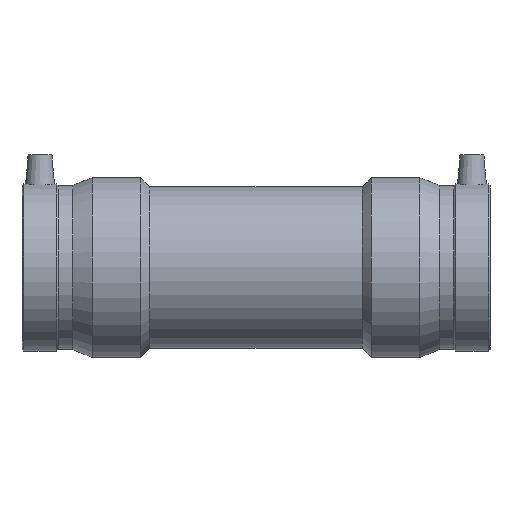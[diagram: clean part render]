
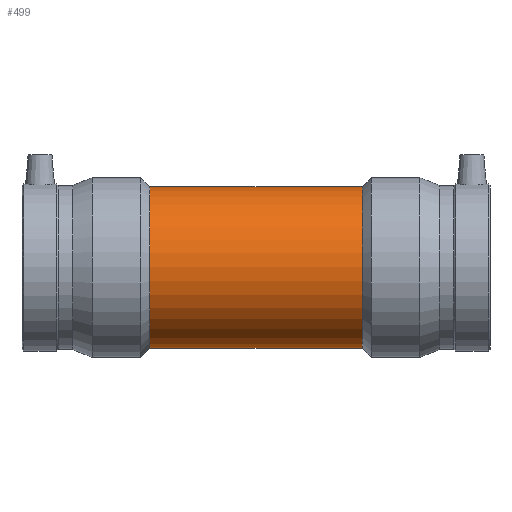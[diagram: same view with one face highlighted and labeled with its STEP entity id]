
A CAD part, top view. The second image highlights one B-rep face of the part: STEP entity #499.
In plain terms, the highlighted cylindrical face has radius 50.85 mm (diameter 101.7 mm), a full revolution.
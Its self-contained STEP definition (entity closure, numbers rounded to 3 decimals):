
#30=B_SPLINE_CURVE_WITH_KNOTS('',3,(#865,#866,#867,#868,#869,#870,#871,
#872,#873,#874,#875,#876,#877,#878,#879,#880,#881,#882,#883,#884,#885,#886,
#887,#888,#889,#890,#891,#892,#893,#894,#895,#896,#897,#898,#899,#900,#901,
#902,#903,#904,#905,#906,#907,#908,#909,#910,#911,#912,#913,#914,#915,#916,
#917,#918,#919,#920,#921,#922,#923,#924,#925,#926,#927,#928,#929,#930),
 .UNSPECIFIED.,.T.,.F.,(4,2,2,2,2,2,2,2,2,2,2,2,2,2,2,2,2,2,2,2,2,2,2,2,
2,2,2,2,2,2,2,2,4),(0.,0.65,1.301,1.951,
2.601,3.245,3.89,4.534,5.178,
5.822,6.466,7.11,7.754,8.404,
9.055,9.705,10.355,11.006,11.656,
12.306,12.957,13.601,14.245,14.889,
15.533,16.177,16.821,17.465,18.109,
18.76,19.41,20.06,20.711),
 .UNSPECIFIED.);
#69=FACE_BOUND('',#187,.T.);
#70=FACE_BOUND('',#188,.T.);
#117=FACE_OUTER_BOUND('',#186,.T.);
#186=EDGE_LOOP('',(#412));
#187=EDGE_LOOP('',(#413));
#188=EDGE_LOOP('',(#414));
#251=CIRCLE('',#568,50.85);
#252=CIRCLE('',#570,50.85);
#276=VERTEX_POINT('',#864);
#297=VERTEX_POINT('',#1058);
#298=VERTEX_POINT('',#1061);
#322=EDGE_CURVE('',#276,#276,#30,.T.);
#343=EDGE_CURVE('',#297,#297,#251,.T.);
#344=EDGE_CURVE('',#298,#298,#252,.T.);
#412=ORIENTED_EDGE('',*,*,#343,.T.);
#413=ORIENTED_EDGE('',*,*,#322,.T.);
#414=ORIENTED_EDGE('',*,*,#344,.F.);
#465=CYLINDRICAL_SURFACE('',#569,50.85);
#499=ADVANCED_FACE('',(#117,#69,#70),#465,.T.);
#568=AXIS2_PLACEMENT_3D('',#1059,#704,#705);
#569=AXIS2_PLACEMENT_3D('',#1060,#706,#707);
#570=AXIS2_PLACEMENT_3D('',#1062,#708,#709);
#704=DIRECTION('center_axis',(1.,0.,0.));
#705=DIRECTION('ref_axis',(0.,0.,-1.));
#706=DIRECTION('center_axis',(1.,0.,0.));
#707=DIRECTION('ref_axis',(0.,1.,0.));
#708=DIRECTION('center_axis',(1.,0.,0.));
#709=DIRECTION('ref_axis',(0.,0.,-1.));
#864=CARTESIAN_POINT('',(0.,-33.075,-38.623));
#865=CARTESIAN_POINT('Ctrl Pts',(0.,-33.075,-38.623));
#866=CARTESIAN_POINT('Ctrl Pts',(2.168,-33.075,-38.623));
#867=CARTESIAN_POINT('Ctrl Pts',(4.373,-32.859,-38.812));
#868=CARTESIAN_POINT('Ctrl Pts',(8.702,-31.986,-39.534));
#869=CARTESIAN_POINT('Ctrl Pts',(10.825,-31.33,-40.066));
#870=CARTESIAN_POINT('Ctrl Pts',(14.864,-29.628,-41.34));
#871=CARTESIAN_POINT('Ctrl Pts',(16.783,-28.581,-42.082));
#872=CARTESIAN_POINT('Ctrl Pts',(20.325,-26.181,-43.616));
#873=CARTESIAN_POINT('Ctrl Pts',(21.948,-24.827,-44.407));
#874=CARTESIAN_POINT('Ctrl Pts',(24.813,-21.962,-45.891));
#875=CARTESIAN_POINT('Ctrl Pts',(26.164,-20.347,-46.641));
#876=CARTESIAN_POINT('Ctrl Pts',(28.569,-16.803,-48.031));
#877=CARTESIAN_POINT('Ctrl Pts',(29.623,-14.875,-48.671));
#878=CARTESIAN_POINT('Ctrl Pts',(31.334,-10.816,-49.731));
#879=CARTESIAN_POINT('Ctrl Pts',(31.992,-8.681,-50.151));
#880=CARTESIAN_POINT('Ctrl Pts',(32.863,-4.346,-50.711));
#881=CARTESIAN_POINT('Ctrl Pts',(33.075,-2.147,-50.85));
#882=CARTESIAN_POINT('Ctrl Pts',(33.075,2.147,-50.85));
#883=CARTESIAN_POINT('Ctrl Pts',(32.863,4.346,-50.711));
#884=CARTESIAN_POINT('Ctrl Pts',(31.992,8.681,-50.151));
#885=CARTESIAN_POINT('Ctrl Pts',(31.334,10.816,-49.731));
#886=CARTESIAN_POINT('Ctrl Pts',(29.623,14.875,-48.671));
#887=CARTESIAN_POINT('Ctrl Pts',(28.569,16.803,-48.031));
#888=CARTESIAN_POINT('Ctrl Pts',(26.164,20.347,-46.641));
#889=CARTESIAN_POINT('Ctrl Pts',(24.813,21.962,-45.891));
#890=CARTESIAN_POINT('Ctrl Pts',(21.948,24.827,-44.407));
#891=CARTESIAN_POINT('Ctrl Pts',(20.325,26.181,-43.616));
#892=CARTESIAN_POINT('Ctrl Pts',(16.783,28.581,-42.082));
#893=CARTESIAN_POINT('Ctrl Pts',(14.864,29.628,-41.34));
#894=CARTESIAN_POINT('Ctrl Pts',(10.825,31.33,-40.066));
#895=CARTESIAN_POINT('Ctrl Pts',(8.702,31.986,-39.534));
#896=CARTESIAN_POINT('Ctrl Pts',(4.373,32.859,-38.812));
#897=CARTESIAN_POINT('Ctrl Pts',(2.168,33.075,-38.623));
#898=CARTESIAN_POINT('Ctrl Pts',(-2.168,33.075,-38.623));
#899=CARTESIAN_POINT('Ctrl Pts',(-4.373,32.859,-38.812));
#900=CARTESIAN_POINT('Ctrl Pts',(-8.702,31.986,-39.534));
#901=CARTESIAN_POINT('Ctrl Pts',(-10.825,31.33,-40.066));
#902=CARTESIAN_POINT('Ctrl Pts',(-14.864,29.628,-41.34));
#903=CARTESIAN_POINT('Ctrl Pts',(-16.783,28.581,-42.082));
#904=CARTESIAN_POINT('Ctrl Pts',(-20.325,26.181,-43.616));
#905=CARTESIAN_POINT('Ctrl Pts',(-21.948,24.827,-44.407));
#906=CARTESIAN_POINT('Ctrl Pts',(-24.813,21.962,-45.891));
#907=CARTESIAN_POINT('Ctrl Pts',(-26.164,20.347,-46.641));
#908=CARTESIAN_POINT('Ctrl Pts',(-28.569,16.803,-48.031));
#909=CARTESIAN_POINT('Ctrl Pts',(-29.623,14.875,-48.671));
#910=CARTESIAN_POINT('Ctrl Pts',(-31.334,10.816,-49.731));
#911=CARTESIAN_POINT('Ctrl Pts',(-31.992,8.681,-50.151));
#912=CARTESIAN_POINT('Ctrl Pts',(-32.863,4.346,-50.711));
#913=CARTESIAN_POINT('Ctrl Pts',(-33.075,2.147,-50.85));
#914=CARTESIAN_POINT('Ctrl Pts',(-33.075,-2.147,-50.85));
#915=CARTESIAN_POINT('Ctrl Pts',(-32.863,-4.346,-50.711));
#916=CARTESIAN_POINT('Ctrl Pts',(-31.992,-8.681,-50.151));
#917=CARTESIAN_POINT('Ctrl Pts',(-31.334,-10.816,-49.731));
#918=CARTESIAN_POINT('Ctrl Pts',(-29.623,-14.875,-48.671));
#919=CARTESIAN_POINT('Ctrl Pts',(-28.569,-16.803,-48.031));
#920=CARTESIAN_POINT('Ctrl Pts',(-26.164,-20.347,-46.641));
#921=CARTESIAN_POINT('Ctrl Pts',(-24.813,-21.962,-45.891));
#922=CARTESIAN_POINT('Ctrl Pts',(-21.948,-24.827,-44.407));
#923=CARTESIAN_POINT('Ctrl Pts',(-20.325,-26.181,-43.616));
#924=CARTESIAN_POINT('Ctrl Pts',(-16.783,-28.581,-42.082));
#925=CARTESIAN_POINT('Ctrl Pts',(-14.864,-29.628,-41.34));
#926=CARTESIAN_POINT('Ctrl Pts',(-10.825,-31.33,-40.066));
#927=CARTESIAN_POINT('Ctrl Pts',(-8.702,-31.986,-39.534));
#928=CARTESIAN_POINT('Ctrl Pts',(-4.373,-32.859,-38.812));
#929=CARTESIAN_POINT('Ctrl Pts',(-2.168,-33.075,-38.623));
#930=CARTESIAN_POINT('Ctrl Pts',(0.,-33.075,-38.623));
#1058=CARTESIAN_POINT('',(-66.885,50.85,0.));
#1059=CARTESIAN_POINT('Origin',(-66.885,0.,0.));
#1060=CARTESIAN_POINT('Origin',(0.,0.,0.));
#1061=CARTESIAN_POINT('',(66.885,50.85,0.));
#1062=CARTESIAN_POINT('Origin',(66.885,0.,0.));
